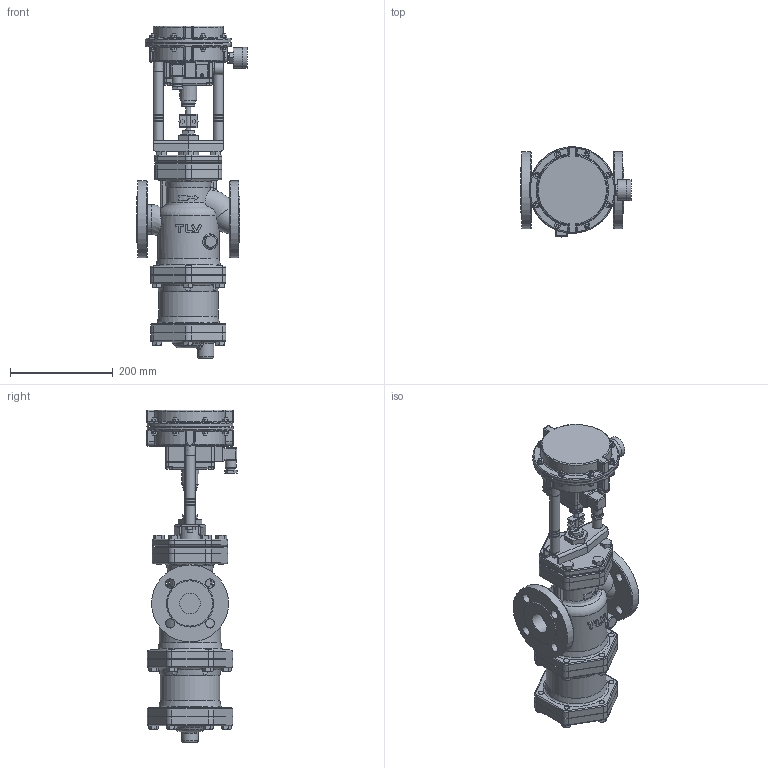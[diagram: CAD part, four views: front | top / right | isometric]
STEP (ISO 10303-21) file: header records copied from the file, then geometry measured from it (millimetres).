
FILE_DESCRIPTION((''),'2;1');
FILE_NAME('cvcs0-040-e0025-00.stp','2009-09-29T11:22:46',('asada'),(''),'Autodesk Inventor 2008','Autodesk Inventor 2008','');
FILE_SCHEMA(('AUTOMOTIVE_DESIGN { 1 0 10303 214 1 1 1 1 }'));
Length unit declared in the file: millimetre
Products named in the file (1): cvcs0-040-e0025-00
Bounding box: 214.5 x 175.62 x 647 mm (x, y, z)
Volume: 7134329.4 mm3; surface area: 595608.6 mm2
Topology: 1 solids, 1 shells, 1421 faces, 3550 edges, 2231 vertices
Faces by surface type: plane 769, cylinder 343, bspline 204, torus 73, cone 24, sphere 8
Full cylindrical faces by diameter (mm): 6 x16, 7 x1, 8 x4, 9.918 x1, 10 x34, 11 x1, 11.3 x16, 12 x13, 16 x1, 18.717 x3, 20 x5, 20.301 x1, 21 x1, 24 x1, 25 x1, 28 x1, 30 x1, 32 x1, 40 x4, 41 x1, 57.859 x1, 66.223 x1, 100 x1, 101.18 x1, 116 x1, 120 x3, 150 x2, 168 x2
Entity records: 62242 total; most frequent: CARTESIAN_POINT 30137, ORIENTED_EDGE 6576, DIRECTION 6415, EDGE_CURVE 3288, AXIS2_PLACEMENT_3D 2348, VERTEX_POINT 2165, EDGE_LOOP 1793, VECTOR 1719
